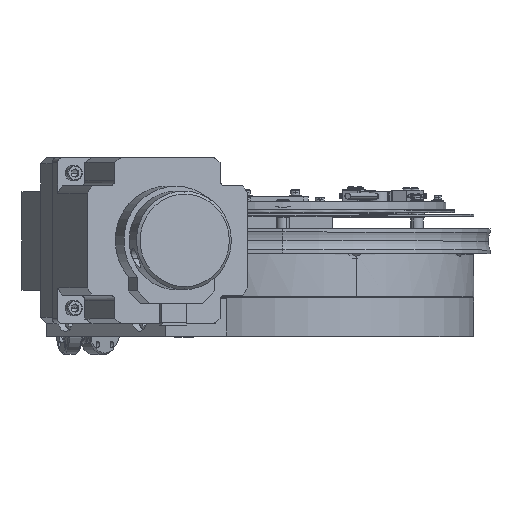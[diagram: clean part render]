
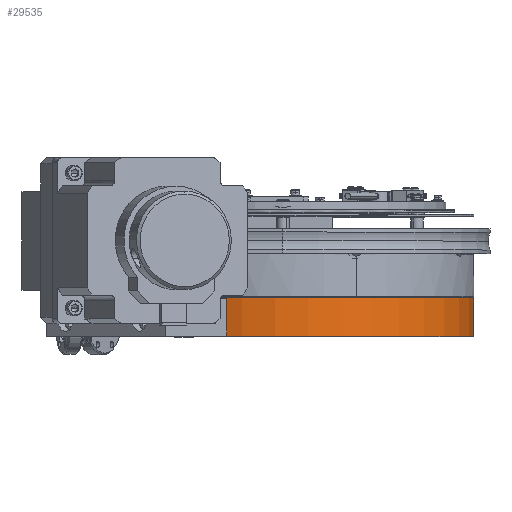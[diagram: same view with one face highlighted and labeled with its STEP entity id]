
A CAD part, top view. The second image highlights one B-rep face of the part: STEP entity #29535.
In plain terms, the highlighted cylindrical face has radius 98.425 mm (diameter 196.85 mm), a partial arc.
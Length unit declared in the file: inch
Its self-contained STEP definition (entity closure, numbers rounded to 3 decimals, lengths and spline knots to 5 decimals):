
#11283 = AXIS2_PLACEMENT_3D ( 'NONE', #30616, #30631, #30632 ) ;
#11288 = AXIS2_PLACEMENT_3D ( 'NONE', #30661, #30665, #30666 ) ;
#20724 = CARTESIAN_POINT ( 'NONE',  ( 1.4829, 0., -3.58003 ) ) ;
#20732 = CARTESIAN_POINT ( 'NONE',  ( -1.4829, 0., 3.58003 ) ) ;
#20746 = CARTESIAN_POINT ( 'NONE',  ( 1.4829, -0.78, -3.58003 ) ) ;
#20765 = CARTESIAN_POINT ( 'NONE',  ( -1.4829, -0.78, 3.58003 ) ) ;
#26925 = VECTOR ( 'NONE', #30629, 39.37008 ) ;
#26926 = VECTOR ( 'NONE', #30635, 39.37008 ) ;
#26928 = LINE ( 'NONE', #30627, #26925 ) ;
#26935 = LINE ( 'NONE', #30623, #26926 ) ;
#26936 = CIRCLE ( 'NONE', #11283, 3.875 ) ;
#26951 = CIRCLE ( 'NONE', #11288, 3.875 ) ;
#29535 = ADVANCED_FACE ( 'NONE', ( #85999 ), #86000, .T. ) ;
#30616 = CARTESIAN_POINT ( 'NONE',  ( 0., -0.78, 0. ) ) ;
#30623 = CARTESIAN_POINT ( 'NONE',  ( 1.4829, -0.78, -3.58003 ) ) ;
#30627 = CARTESIAN_POINT ( 'NONE',  ( -1.4829, -0.78, 3.58003 ) ) ;
#30629 = DIRECTION ( 'NONE',  ( 0., 1., 0. ) ) ;
#30631 = DIRECTION ( 'NONE',  ( 0., 1., 0. ) ) ;
#30632 = DIRECTION ( 'NONE',  ( -0.383, 0., 0.924 ) ) ;
#30635 = DIRECTION ( 'NONE',  ( 0., 1., 0. ) ) ;
#30661 = CARTESIAN_POINT ( 'NONE',  ( 0., 0., 0. ) ) ;
#30665 = DIRECTION ( 'NONE',  ( 0., 1., 0. ) ) ;
#30666 = DIRECTION ( 'NONE',  ( -0.383, 0., 0.924 ) ) ;
#49659 = VERTEX_POINT ( 'NONE', #20724 ) ;
#49664 = VERTEX_POINT ( 'NONE', #20732 ) ;
#49676 = VERTEX_POINT ( 'NONE', #20746 ) ;
#49691 = VERTEX_POINT ( 'NONE', #20765 ) ;
#54990 = ORIENTED_EDGE ( 'NONE', *, *, #79352, .T. ) ;
#54991 = ORIENTED_EDGE ( 'NONE', *, *, #79353, .T. ) ;
#54992 = ORIENTED_EDGE ( 'NONE', *, *, #79368, .F. ) ;
#54993 = ORIENTED_EDGE ( 'NONE', *, *, #79351, .F. ) ;
#79351 = EDGE_CURVE ( 'NONE', #49691, #49664, #26928, .T. ) ;
#79352 = EDGE_CURVE ( 'NONE', #49691, #49676, #26936, .T. ) ;
#79353 = EDGE_CURVE ( 'NONE', #49676, #49659, #26935, .T. ) ;
#79368 = EDGE_CURVE ( 'NONE', #49664, #49659, #26951, .T. ) ;
#80528 = AXIS2_PLACEMENT_3D ( 'NONE', #83787, #83768, #83766 ) ;
#83766 = DIRECTION ( 'NONE',  ( -0.383, 0., 0.924 ) ) ;
#83768 = DIRECTION ( 'NONE',  ( 0., 1., 0. ) ) ;
#83787 = CARTESIAN_POINT ( 'NONE',  ( 0., -0.78, 0. ) ) ;
#85999 = FACE_OUTER_BOUND ( 'NONE', #106398, .T. ) ;
#86000 = CYLINDRICAL_SURFACE ( 'NONE', #80528, 3.875 ) ;
#106398 = EDGE_LOOP ( 'NONE', ( #54990, #54991, #54992, #54993 ) ) ;
